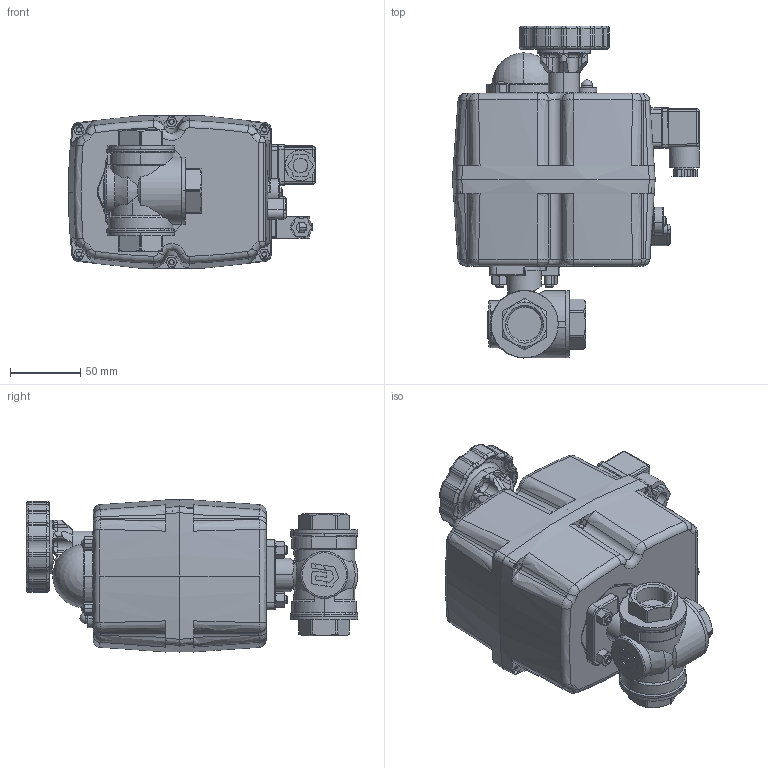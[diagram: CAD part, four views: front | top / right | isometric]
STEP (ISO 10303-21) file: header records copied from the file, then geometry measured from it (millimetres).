
FILE_DESCRIPTION (( 'STEP AP214' ), '1' );
FILE_NAME ('EK08000004_DN20.STEP', '2022-05-18T06:30:26', ( '' ), ( '' ), 'SwSTEP 2.0', 'SolidWorks 2021', '' );
FILE_SCHEMA (( 'AUTOMOTIVE_DESIGN' ));
Length unit declared in the file: metre
Products named in the file (1): EK08000004_DN20
Bounding box: 176.14 x 236.5 x 108.76 mm (x, y, z)
Surface area: 142971.1 mm2 (no closed solid volume)
Topology: 0 solids, 64 shells, 1466 faces, 4502 edges, 3017 vertices
Faces by surface type: cylinder 488, plane 415, torus 295, cone 138, bspline 116, sphere 14
Entity records: 92283 total; most frequent: CARTESIAN_POINT 37147, DIRECTION 8432, ORIENTED_EDGE 7499, EDGE_CURVE 4458, AXIS2_PLACEMENT_3D 3360, VERTEX_POINT 3016, CIRCLE 2009, VECTOR 1712
